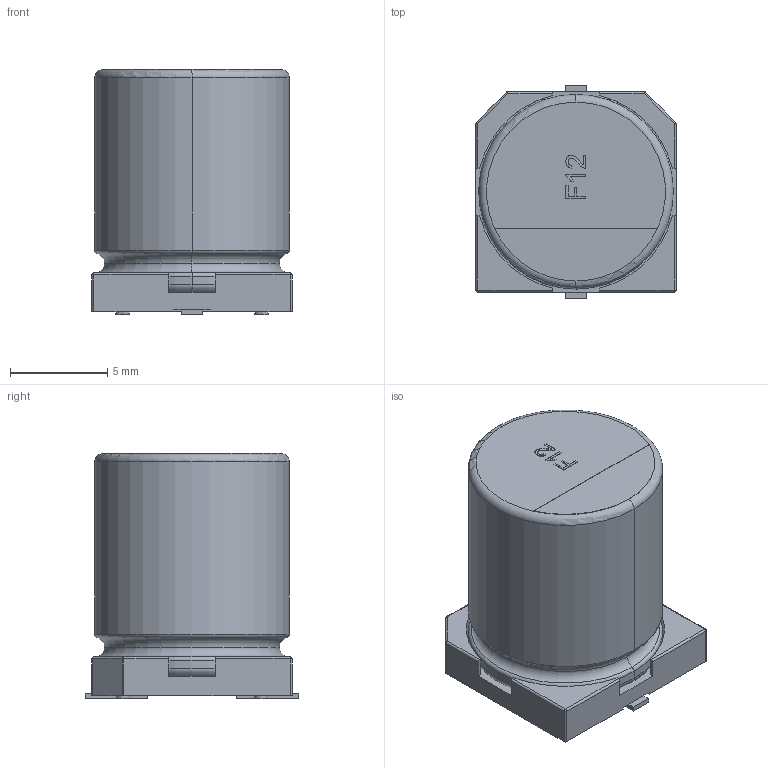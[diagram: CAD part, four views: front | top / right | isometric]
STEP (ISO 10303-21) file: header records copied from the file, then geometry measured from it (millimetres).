
FILE_DESCRIPTION (( 'STEP AP214' ), '1' );
FILE_NAME ('SMD Capacitor Polar F12(10X12.6mm).STEP', '2019-06-13T11:34:02', ( '' ), ( '' ), 'SwSTEP 2.0', 'SolidWorks 2018', '' );
FILE_SCHEMA (( 'AUTOMOTIVE_DESIGN' ));
Length unit declared in the file: millimetre
Products named in the file (1): SMD Capacitor Polar F12(10X12.6mm)
Bounding box: 10.3 x 11 x 12.62 mm (x, y, z)
Volume: 1010.8 mm3; surface area: 691.5 mm2
Topology: 1 solids, 1 shells, 131 faces, 329 edges, 204 vertices
Faces by surface type: plane 69, cylinder 33, torus 12, bspline 11, sphere 6
Entity records: 5893 total; most frequent: CARTESIAN_POINT 1312, ORIENTED_EDGE 650, DIRECTION 634, EDGE_CURVE 325, VECTOR 214, LINE 214, AXIS2_PLACEMENT_3D 210, VERTEX_POINT 204
